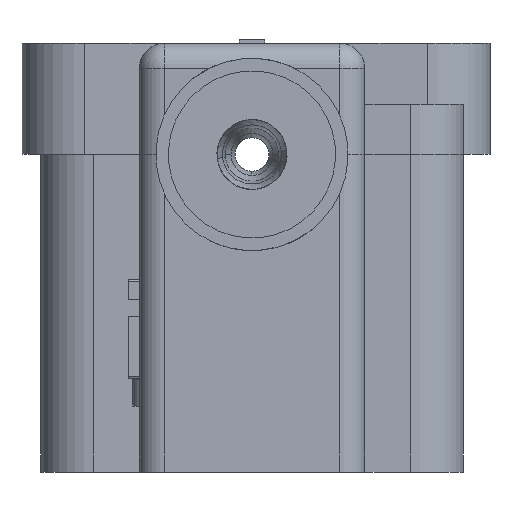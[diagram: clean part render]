
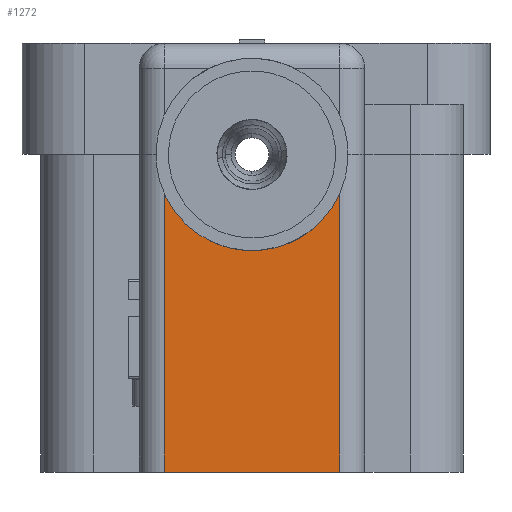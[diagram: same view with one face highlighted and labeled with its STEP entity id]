
A CAD part, front view. The second image highlights one B-rep face of the part: STEP entity #1272.
In plain terms, the highlighted planar face has unit normal (0, -1, 0).
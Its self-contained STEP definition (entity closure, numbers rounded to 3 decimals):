
#516=PLANE('',#17332);
#1272=ADVANCED_FACE('',(#2397),#516,.T.);
#2397=FACE_OUTER_BOUND('',#3288,.T.);
#3288=EDGE_LOOP('',(#8100,#8101,#8102,#8103,#8104,#8105));
#4373=LINE('',#23373,#6131);
#4374=LINE('',#23376,#6132);
#4375=LINE('',#23378,#6133);
#4376=LINE('',#23379,#6134);
#4377=LINE('',#23381,#6135);
#6131=VECTOR('',#18949,1.);
#6132=VECTOR('',#18950,1.);
#6133=VECTOR('',#18951,1.);
#6134=VECTOR('',#18952,1.);
#6135=VECTOR('',#18953,1.);
#8100=ORIENTED_EDGE('',*,*,#14470,.F.);
#8101=ORIENTED_EDGE('',*,*,#14471,.T.);
#8102=ORIENTED_EDGE('',*,*,#14472,.T.);
#8103=ORIENTED_EDGE('',*,*,#14464,.T.);
#8104=ORIENTED_EDGE('',*,*,#14473,.T.);
#8105=ORIENTED_EDGE('',*,*,#14474,.T.);
#12813=VERTEX_POINT('',#23360);
#12815=VERTEX_POINT('',#23363);
#12818=VERTEX_POINT('',#23374);
#12819=VERTEX_POINT('',#23375);
#12820=VERTEX_POINT('',#23377);
#12821=VERTEX_POINT('',#23380);
#14464=EDGE_CURVE('',#12815,#12813,#16765,.T.);
#14470=EDGE_CURVE('',#12818,#12819,#4373,.T.);
#14471=EDGE_CURVE('',#12818,#12820,#4374,.T.);
#14472=EDGE_CURVE('',#12820,#12815,#4375,.T.);
#14473=EDGE_CURVE('',#12813,#12821,#4376,.T.);
#14474=EDGE_CURVE('',#12821,#12819,#4377,.T.);
#16765=CIRCLE('',#17327,3.65);
#17327=AXIS2_PLACEMENT_3D('',#23362,#18936,#18937);
#17332=AXIS2_PLACEMENT_3D('',#23382,#18954,#18955);
#18936=DIRECTION('',(0.,1.,0.));
#18937=DIRECTION('',(0.,0.,-1.));
#18949=DIRECTION('',(-1.,0.,0.));
#18950=DIRECTION('',(0.,0.,1.));
#18951=DIRECTION('',(-1.,0.,0.));
#18952=DIRECTION('',(-1.,0.,0.));
#18953=DIRECTION('',(0.,0.,-1.));
#18954=DIRECTION('',(0.,-1.,0.));
#18955=DIRECTION('',(0.,0.,1.));
#23360=CARTESIAN_POINT('',(-173.415,19.475,31.325));
#23362=CARTESIAN_POINT('',(-169.765,19.475,31.325));
#23363=CARTESIAN_POINT('',(-166.115,19.475,31.325));
#23373=CARTESIAN_POINT('',(-148.015,19.475,12.325));
#23374=CARTESIAN_POINT('',(-164.515,19.475,12.325));
#23375=CARTESIAN_POINT('',(-175.015,19.475,12.325));
#23376=CARTESIAN_POINT('',(-164.515,19.475,31.325));
#23377=CARTESIAN_POINT('',(-164.515,19.475,31.325));
#23378=CARTESIAN_POINT('',(-163.515,19.475,31.325));
#23379=CARTESIAN_POINT('',(-479.765,19.475,31.325));
#23380=CARTESIAN_POINT('',(-175.015,19.475,31.325));
#23381=CARTESIAN_POINT('',(-175.015,19.475,31.325));
#23382=CARTESIAN_POINT('',(-479.765,19.475,31.325));
